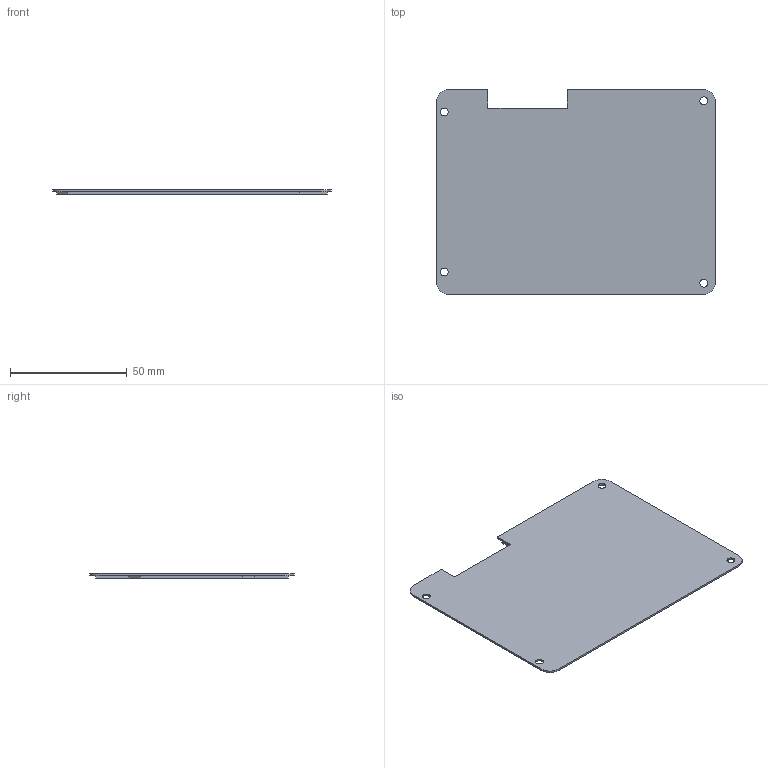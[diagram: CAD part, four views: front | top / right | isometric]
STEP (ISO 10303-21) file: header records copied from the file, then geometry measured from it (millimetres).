
FILE_DESCRIPTION (( 'STEP AP203' ), '1' );
FILE_NAME ('Lid.STEP', '2021-06-04T09:19:48', ( '' ), ( '' ), 'SwSTEP 2.0', 'SolidWorks 2020', '' );
FILE_SCHEMA (( 'CONFIG_CONTROL_DESIGN' ));
Length unit declared in the file: millimetre
Products named in the file (1): Lid
Bounding box: 119.2 x 87.7 x 1.8 mm (x, y, z)
Volume: 9083.2 mm3; surface area: 22242.4 mm2
Topology: 1 solids, 1 shells, 80 faces, 210 edges, 140 vertices
Faces by surface type: plane 68, cylinder 12
Entity records: 2531 total; most frequent: CARTESIAN_POINT 431, ORIENTED_EDGE 420, DIRECTION 396, EDGE_CURVE 210, LINE 186, VECTOR 186, VERTEX_POINT 140, AXIS2_PLACEMENT_3D 105
